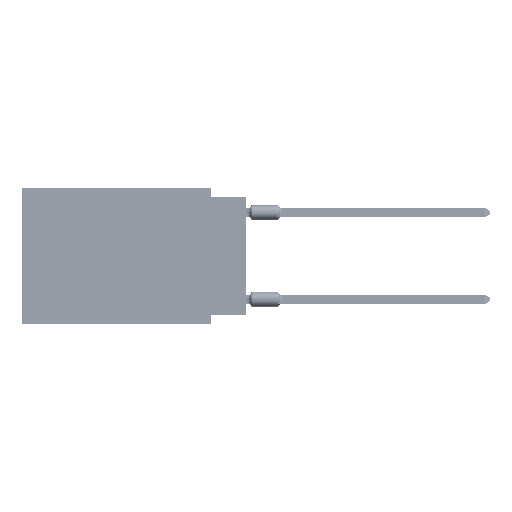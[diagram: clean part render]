
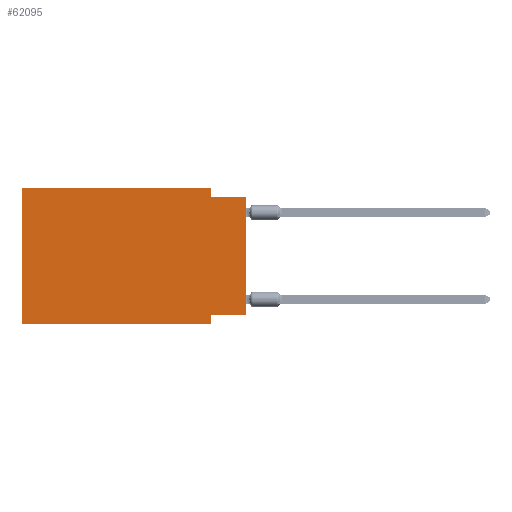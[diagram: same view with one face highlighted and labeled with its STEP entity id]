
A CAD part, left-side view. The second image highlights one B-rep face of the part: STEP entity #62095.
In plain terms, the highlighted planar face has unit normal (-1, 0, 0).
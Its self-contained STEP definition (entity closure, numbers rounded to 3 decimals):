
#2761 = CARTESIAN_POINT ( 'NONE',  ( 0., 2.54, 0. ) ) ;
#3327 = LINE ( 'NONE', #58909, #18812 ) ;
#5859 = CARTESIAN_POINT ( 'NONE',  ( 0., 16.383, -9.906 ) ) ;
#6973 = CARTESIAN_POINT ( 'NONE',  ( 0., 2.54, -0.635 ) ) ;
#8805 = VERTEX_POINT ( 'NONE', #6973 ) ;
#9846 = CARTESIAN_POINT ( 'NONE',  ( 0., 2.54, -9.906 ) ) ;
#11183 = LINE ( 'NONE', #12270, #32518 ) ;
#12270 = CARTESIAN_POINT ( 'NONE',  ( 0., 16.383, 0. ) ) ;
#12577 = FACE_OUTER_BOUND ( 'NONE', #40690, .T. ) ;
#16030 = VERTEX_POINT ( 'NONE', #23804 ) ;
#16876 = DIRECTION ( 'NONE',  ( 0., 0., 1. ) ) ;
#16880 = VERTEX_POINT ( 'NONE', #29931 ) ;
#16975 = LINE ( 'NONE', #44028, #39384 ) ;
#17250 = CARTESIAN_POINT ( 'NONE',  ( 0., 0., 0. ) ) ;
#18134 = DIRECTION ( 'NONE',  ( 0., 0., -1. ) ) ;
#18812 = VECTOR ( 'NONE', #25191, 1000. ) ;
#20538 = EDGE_CURVE ( 'NONE', #27713, #42570, #40210, .T. ) ;
#20707 = CARTESIAN_POINT ( 'NONE',  ( 0., 0., -0.635 ) ) ;
#20857 = VERTEX_POINT ( 'NONE', #2761 ) ;
#23804 = CARTESIAN_POINT ( 'NONE',  ( 0., 16.383, -9.906 ) ) ;
#24153 = CARTESIAN_POINT ( 'NONE',  ( 0., 0., -0.635 ) ) ;
#24614 = VECTOR ( 'NONE', #16876, 1000. ) ;
#25191 = DIRECTION ( 'NONE',  ( 0., 0., 1. ) ) ;
#25972 = ORIENTED_EDGE ( 'NONE', *, *, #48531, .F. ) ;
#26188 = ORIENTED_EDGE ( 'NONE', *, *, #52543, .F. ) ;
#27713 = VERTEX_POINT ( 'NONE', #36117 ) ;
#28540 = PLANE ( 'NONE',  #72953 ) ;
#29931 = CARTESIAN_POINT ( 'NONE',  ( 0., 16.383, 0. ) ) ;
#30101 = CARTESIAN_POINT ( 'NONE',  ( 0., 2.54, -9.906 ) ) ;
#30484 = EDGE_CURVE ( 'NONE', #16030, #16880, #3327, .T. ) ;
#30799 = ORIENTED_EDGE ( 'NONE', *, *, #44415, .F. ) ;
#31146 = ORIENTED_EDGE ( 'NONE', *, *, #30484, .F. ) ;
#31439 = ORIENTED_EDGE ( 'NONE', *, *, #38356, .F. ) ;
#32463 = DIRECTION ( 'NONE',  ( 0., 0., -1. ) ) ;
#32518 = VECTOR ( 'NONE', #62671, 1000. ) ;
#35538 = DIRECTION ( 'NONE',  ( 1., 0., 0. ) ) ;
#36117 = CARTESIAN_POINT ( 'NONE',  ( 0., 0., -9.271 ) ) ;
#38356 = EDGE_CURVE ( 'NONE', #62389, #55221, #47617, .T. ) ;
#38558 = EDGE_CURVE ( 'NONE', #20857, #8805, #56123, .T. ) ;
#39384 = VECTOR ( 'NONE', #63545, 1000. ) ;
#40210 = LINE ( 'NONE', #17250, #24614 ) ;
#40690 = EDGE_LOOP ( 'NONE', ( #64768, #26188, #57753, #25972, #31146, #42991, #31439, #30799 ) ) ;
#42554 = DIRECTION ( 'NONE',  ( 0., -1., 0. ) ) ;
#42570 = VERTEX_POINT ( 'NONE', #24153 ) ;
#42991 = ORIENTED_EDGE ( 'NONE', *, *, #52809, .T. ) ;
#44005 = LINE ( 'NONE', #20707, #69608 ) ;
#44028 = CARTESIAN_POINT ( 'NONE',  ( 0., 0., -9.271 ) ) ;
#44415 = EDGE_CURVE ( 'NONE', #27713, #62389, #16975, .T. ) ;
#45730 = CARTESIAN_POINT ( 'NONE',  ( 0., 2.54, 0. ) ) ;
#47617 = LINE ( 'NONE', #9846, #68380 ) ;
#48531 = EDGE_CURVE ( 'NONE', #16880, #20857, #11183, .T. ) ;
#51289 = DIRECTION ( 'NONE',  ( 0., 0., -1. ) ) ;
#52543 = EDGE_CURVE ( 'NONE', #8805, #42570, #44005, .T. ) ;
#52809 = EDGE_CURVE ( 'NONE', #16030, #55221, #56949, .T. ) ;
#55221 = VERTEX_POINT ( 'NONE', #30101 ) ;
#56123 = LINE ( 'NONE', #45730, #64996 ) ;
#56603 = DIRECTION ( 'NONE',  ( 0., -1., 0. ) ) ;
#56949 = LINE ( 'NONE', #5859, #64966 ) ;
#57753 = ORIENTED_EDGE ( 'NONE', *, *, #38558, .F. ) ;
#58121 = CARTESIAN_POINT ( 'NONE',  ( 0., 16.383, 0. ) ) ;
#58909 = CARTESIAN_POINT ( 'NONE',  ( 0., 16.383, 0. ) ) ;
#62095 = ADVANCED_FACE ( 'NONE', ( #12577 ), #28540, .F. ) ;
#62389 = VERTEX_POINT ( 'NONE', #65905 ) ;
#62671 = DIRECTION ( 'NONE',  ( 0., -1., 0. ) ) ;
#63545 = DIRECTION ( 'NONE',  ( 0., 1., 0. ) ) ;
#64768 = ORIENTED_EDGE ( 'NONE', *, *, #20538, .T. ) ;
#64966 = VECTOR ( 'NONE', #56603, 1000. ) ;
#64996 = VECTOR ( 'NONE', #51289, 1000. ) ;
#65905 = CARTESIAN_POINT ( 'NONE',  ( 0., 2.54, -9.271 ) ) ;
#68380 = VECTOR ( 'NONE', #32463, 1000. ) ;
#69608 = VECTOR ( 'NONE', #42554, 1000. ) ;
#72953 = AXIS2_PLACEMENT_3D ( 'NONE', #58121, #35538, #18134 ) ;
